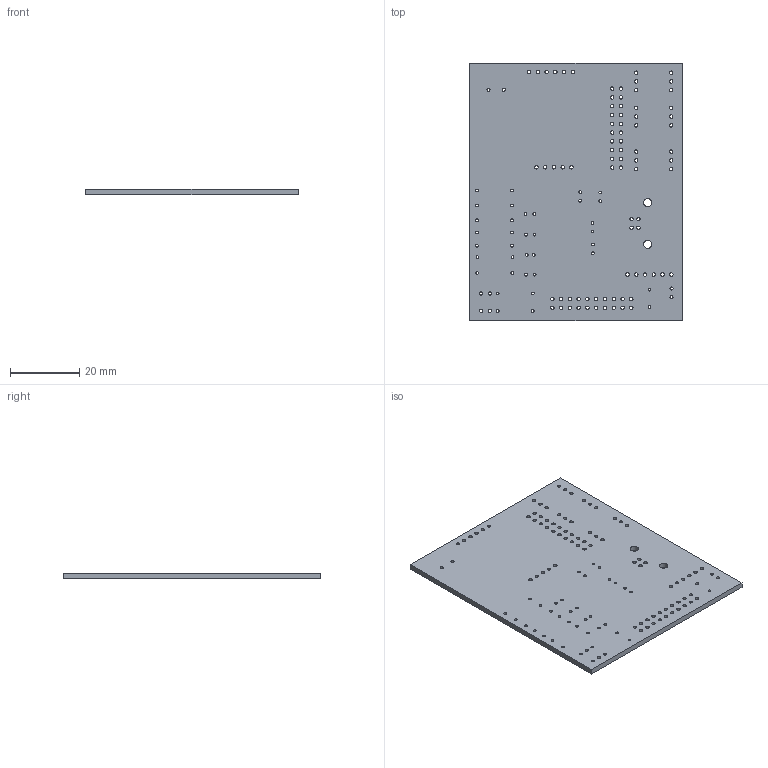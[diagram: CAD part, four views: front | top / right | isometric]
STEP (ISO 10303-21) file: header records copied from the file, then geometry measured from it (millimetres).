
FILE_DESCRIPTION(('KiCad electronic assembly'),'2;1');
FILE_NAME('stencil.step','2022-05-06T11:49:49',('Pcbnew'),('Kicad'), 'Open CASCADE STEP processor 7.6','KiCad to STEP converter','Unknown' );
FILE_SCHEMA(('AUTOMOTIVE_DESIGN { 1 0 10303 214 1 1 1 1 }'));
Length unit declared in the file: millimetre
Products named in the file (2): stencil 1; _autosave-temp_pt_combinare PCB
Assembly tree (1 placements, depth 2):
  stencil 1
    _autosave-temp_pt_combinare PCB
Bounding box: 61.5 x 74.47 x 1.6 mm (x, y, z)
Volume: 7177.5 mm3; surface area: 10009 mm2
Topology: 1 solids, 1 shells, 131 faces, 387 edges, 258 vertices
Faces by surface type: cylinder 125, plane 6
Full cylindrical faces by diameter (mm): 0.8 x36, 0.9 x8, 1 x79, 2.38 x2
Entity records: 10109 total; most frequent: DIRECTION 1677, CARTESIAN_POINT 1552, ORIENTED_EDGE 774, PCURVE 774, DEFINITIONAL_REPRESENTATION 774, LINE 661, VECTOR 661, CIRCLE 500
